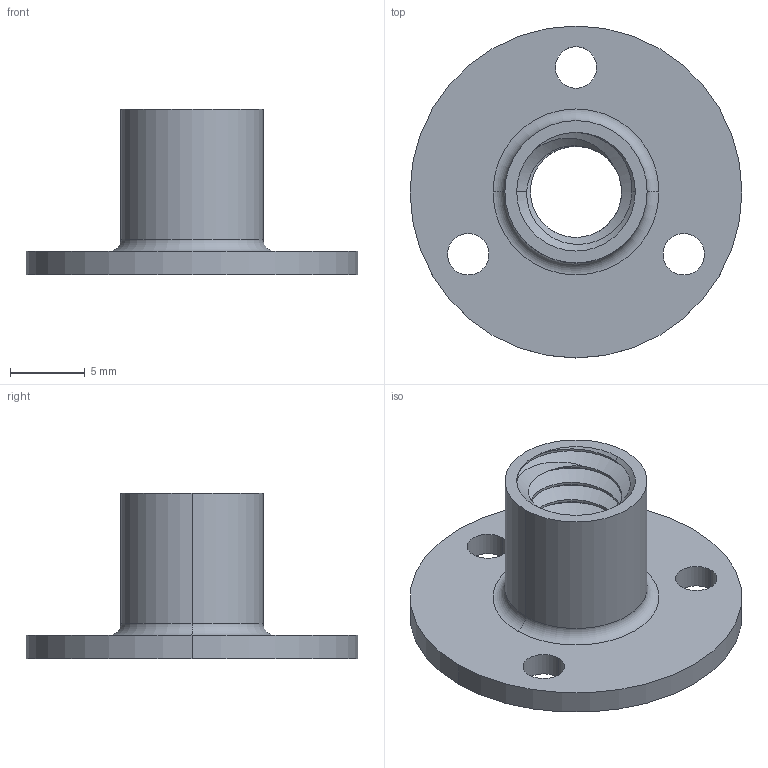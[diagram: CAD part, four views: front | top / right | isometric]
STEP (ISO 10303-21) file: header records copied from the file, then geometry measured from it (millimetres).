
FILE_DESCRIPTION (( 'STEP AP203' ), '1' );
FILE_NAME ('90611A400.step', '2015-04-28T19:06:32', ( '' ), ( '' ), 'SwSTEP 2.0', 'SolidWorks 2010', '' );
FILE_SCHEMA (( 'CONFIG_CONTROL_DESIGN' ));
Length unit declared in the file: inch
Products named in the file (1): 90611A400
Bounding box: 22.23 x 22.23 x 11.11 mm (x, y, z)
Volume: 829.2 mm3; surface area: 1493.7 mm2
Topology: 1 solids, 1 shells, 54 faces, 146 edges, 95 vertices
Faces by surface type: cylinder 41, cone 6, plane 3, torus 2, bspline 2
Entity records: 2676 total; most frequent: CARTESIAN_POINT 1399, ORIENTED_EDGE 292, DIRECTION 215, EDGE_CURVE 146, VERTEX_POINT 95, AXIS2_PLACEMENT_3D 86, EDGE_LOOP 63, ADVANCED_FACE 54
